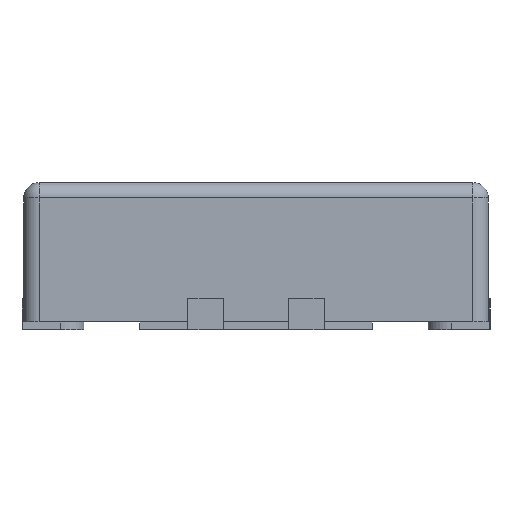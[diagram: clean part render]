
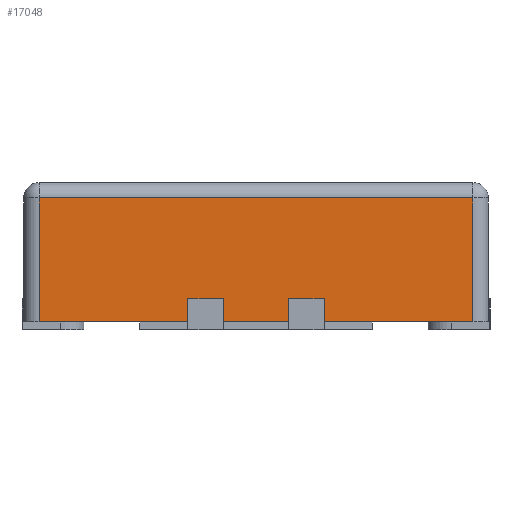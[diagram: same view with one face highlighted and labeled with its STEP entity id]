
A CAD part, front view. The second image highlights one B-rep face of the part: STEP entity #17048.
In plain terms, the highlighted planar face has unit normal (0, -1, 0).
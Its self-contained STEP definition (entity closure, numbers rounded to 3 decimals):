
#370 = VECTOR ( 'NONE', #19439, 1000. ) ;
#1161 = ORIENTED_EDGE ( 'NONE', *, *, #16087, .T. ) ;
#1267 = DIRECTION ( 'NONE',  ( 0., 0., 1. ) ) ;
#1313 = CARTESIAN_POINT ( 'NONE',  ( -1.4, -1.5, 0.85 ) ) ;
#1415 = LINE ( 'NONE', #16985, #15813 ) ;
#1500 = EDGE_CURVE ( 'NONE', #29224, #15287, #8305, .T. ) ;
#1941 = CARTESIAN_POINT ( 'NONE',  ( -0.21, -1.5, 0.05 ) ) ;
#2150 = DIRECTION ( 'NONE',  ( 0., 1., 0. ) ) ;
#2344 = VERTEX_POINT ( 'NONE', #23774 ) ;
#2679 = ORIENTED_EDGE ( 'NONE', *, *, #4855, .T. ) ;
#3287 = CARTESIAN_POINT ( 'NONE',  ( -1.5, -1.5, 0.05 ) ) ;
#3566 = EDGE_CURVE ( 'NONE', #2344, #9101, #4142, .T. ) ;
#4142 = LINE ( 'NONE', #22186, #12376 ) ;
#4593 = ORIENTED_EDGE ( 'NONE', *, *, #21887, .F. ) ;
#4855 = EDGE_CURVE ( 'NONE', #13373, #9101, #27632, .T. ) ;
#4892 = EDGE_CURVE ( 'NONE', #14389, #10567, #22858, .T. ) ;
#5372 = EDGE_CURVE ( 'NONE', #2344, #29013, #8676, .T. ) ;
#5762 = CARTESIAN_POINT ( 'NONE',  ( -1.5, -1.5, 0.2 ) ) ;
#5781 = VECTOR ( 'NONE', #17546, 1000. ) ;
#6095 = LINE ( 'NONE', #21947, #370 ) ;
#6679 = CARTESIAN_POINT ( 'NONE',  ( -1.5, -1.5, 0.05 ) ) ;
#7635 = CARTESIAN_POINT ( 'NONE',  ( -0.44, -1.5, 0.2 ) ) ;
#7849 = LINE ( 'NONE', #12297, #18350 ) ;
#8305 = LINE ( 'NONE', #21892, #13285 ) ;
#8350 = VERTEX_POINT ( 'NONE', #1313 ) ;
#8676 = LINE ( 'NONE', #22136, #16697 ) ;
#9101 = VERTEX_POINT ( 'NONE', #15037 ) ;
#9493 = ORIENTED_EDGE ( 'NONE', *, *, #11167, .T. ) ;
#10102 = ORIENTED_EDGE ( 'NONE', *, *, #1500, .T. ) ;
#10267 = DIRECTION ( 'NONE',  ( 1., 0., 0. ) ) ;
#10567 = VERTEX_POINT ( 'NONE', #15555 ) ;
#10838 = DIRECTION ( 'NONE',  ( 1., 0., 0. ) ) ;
#10970 = DIRECTION ( 'NONE',  ( 0., 0., 1. ) ) ;
#11167 = EDGE_CURVE ( 'NONE', #24960, #29224, #7849, .T. ) ;
#12004 = VECTOR ( 'NONE', #1267, 1000. ) ;
#12297 = CARTESIAN_POINT ( 'NONE',  ( -0.44, -1.5, 0.95 ) ) ;
#12376 = VECTOR ( 'NONE', #10970, 1000. ) ;
#12659 = ORIENTED_EDGE ( 'NONE', *, *, #5372, .T. ) ;
#12681 = DIRECTION ( 'NONE',  ( 0., 0., 1. ) ) ;
#12989 = VERTEX_POINT ( 'NONE', #22440 ) ;
#13285 = VECTOR ( 'NONE', #10838, 1000. ) ;
#13373 = VERTEX_POINT ( 'NONE', #23295 ) ;
#14389 = VERTEX_POINT ( 'NONE', #1941 ) ;
#14444 = LINE ( 'NONE', #15464, #12004 ) ;
#14793 = CARTESIAN_POINT ( 'NONE',  ( 1.4, -1.5, 0.05 ) ) ;
#14823 = CARTESIAN_POINT ( 'NONE',  ( -0.21, -1.5, 0.2 ) ) ;
#15037 = CARTESIAN_POINT ( 'NONE',  ( 0.44, -1.5, 0.2 ) ) ;
#15194 = EDGE_CURVE ( 'NONE', #20169, #8350, #20758, .T. ) ;
#15287 = VERTEX_POINT ( 'NONE', #14823 ) ;
#15464 = CARTESIAN_POINT ( 'NONE',  ( 1.4, -1.5, 0.95 ) ) ;
#15510 = DIRECTION ( 'NONE',  ( 0., 0., 1. ) ) ;
#15555 = CARTESIAN_POINT ( 'NONE',  ( 0.21, -1.5, 0.05 ) ) ;
#15738 = VECTOR ( 'NONE', #19412, 1000. ) ;
#15792 = VECTOR ( 'NONE', #10267, 1000. ) ;
#15813 = VECTOR ( 'NONE', #12681, 1000. ) ;
#16087 = EDGE_CURVE ( 'NONE', #10567, #13373, #1415, .T. ) ;
#16697 = VECTOR ( 'NONE', #17432, 1000. ) ;
#16985 = CARTESIAN_POINT ( 'NONE',  ( 0.21, -1.5, 0.95 ) ) ;
#17030 = ORIENTED_EDGE ( 'NONE', *, *, #28567, .T. ) ;
#17048 = ADVANCED_FACE ( 'NONE', ( #26754 ), #26609, .F. ) ;
#17432 = DIRECTION ( 'NONE',  ( 1., 0., 0. ) ) ;
#17546 = DIRECTION ( 'NONE',  ( 0., 0., -1. ) ) ;
#17695 = LINE ( 'NONE', #26328, #5781 ) ;
#18241 = CARTESIAN_POINT ( 'NONE',  ( -0.44, -1.5, 0.05 ) ) ;
#18350 = VECTOR ( 'NONE', #21017, 1000. ) ;
#18583 = ORIENTED_EDGE ( 'NONE', *, *, #22096, .T. ) ;
#18772 = EDGE_LOOP ( 'NONE', ( #24906, #20899, #18583, #9493, #10102, #4593, #25525, #1161, #2679, #25034, #12659, #17030 ) ) ;
#19412 = DIRECTION ( 'NONE',  ( 1., 0., 0. ) ) ;
#19439 = DIRECTION ( 'NONE',  ( 0., 0., 1. ) ) ;
#20169 = VERTEX_POINT ( 'NONE', #24238 ) ;
#20458 = CARTESIAN_POINT ( 'NONE',  ( -1.5, -1.5, 0.85 ) ) ;
#20758 = LINE ( 'NONE', #20458, #25257 ) ;
#20899 = ORIENTED_EDGE ( 'NONE', *, *, #27567, .T. ) ;
#21017 = DIRECTION ( 'NONE',  ( 0., 0., 1. ) ) ;
#21887 = EDGE_CURVE ( 'NONE', #14389, #15287, #6095, .T. ) ;
#21892 = CARTESIAN_POINT ( 'NONE',  ( -1.5, -1.5, 0.2 ) ) ;
#21947 = CARTESIAN_POINT ( 'NONE',  ( -0.21, -1.5, 0.95 ) ) ;
#22096 = EDGE_CURVE ( 'NONE', #12989, #24960, #26874, .T. ) ;
#22136 = CARTESIAN_POINT ( 'NONE',  ( -1.5, -1.5, 0.05 ) ) ;
#22186 = CARTESIAN_POINT ( 'NONE',  ( 0.44, -1.5, 0.95 ) ) ;
#22440 = CARTESIAN_POINT ( 'NONE',  ( -1.4, -1.5, 0.05 ) ) ;
#22840 = DIRECTION ( 'NONE',  ( -1., 0., 0. ) ) ;
#22858 = LINE ( 'NONE', #3287, #15738 ) ;
#23295 = CARTESIAN_POINT ( 'NONE',  ( 0.21, -1.5, 0.2 ) ) ;
#23774 = CARTESIAN_POINT ( 'NONE',  ( 0.44, -1.5, 0.05 ) ) ;
#24238 = CARTESIAN_POINT ( 'NONE',  ( 1.4, -1.5, 0.85 ) ) ;
#24906 = ORIENTED_EDGE ( 'NONE', *, *, #15194, .T. ) ;
#24960 = VERTEX_POINT ( 'NONE', #18241 ) ;
#25034 = ORIENTED_EDGE ( 'NONE', *, *, #3566, .F. ) ;
#25257 = VECTOR ( 'NONE', #22840, 1000. ) ;
#25490 = VECTOR ( 'NONE', #29249, 1000. ) ;
#25525 = ORIENTED_EDGE ( 'NONE', *, *, #4892, .T. ) ;
#26328 = CARTESIAN_POINT ( 'NONE',  ( -1.4, -1.5, 0.95 ) ) ;
#26609 = PLANE ( 'NONE',  #27738 ) ;
#26754 = FACE_OUTER_BOUND ( 'NONE', #18772, .T. ) ;
#26874 = LINE ( 'NONE', #6679, #25490 ) ;
#27567 = EDGE_CURVE ( 'NONE', #8350, #12989, #17695, .T. ) ;
#27632 = LINE ( 'NONE', #5762, #15792 ) ;
#27738 = AXIS2_PLACEMENT_3D ( 'NONE', #28978, #2150, #15510 ) ;
#28567 = EDGE_CURVE ( 'NONE', #29013, #20169, #14444, .T. ) ;
#28978 = CARTESIAN_POINT ( 'NONE',  ( -1.5, -1.5, 0.95 ) ) ;
#29013 = VERTEX_POINT ( 'NONE', #14793 ) ;
#29224 = VERTEX_POINT ( 'NONE', #7635 ) ;
#29249 = DIRECTION ( 'NONE',  ( 1., 0., 0. ) ) ;
